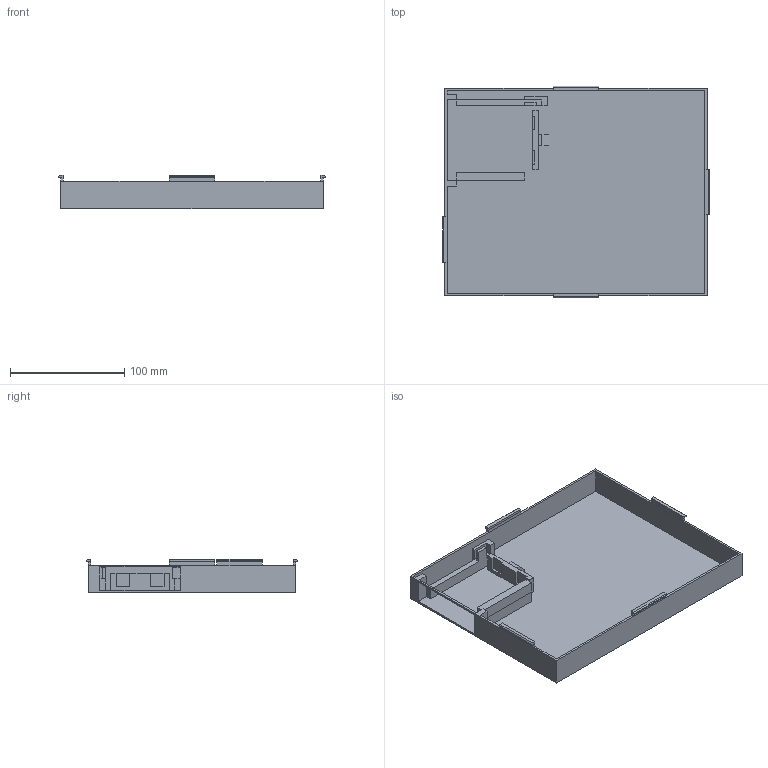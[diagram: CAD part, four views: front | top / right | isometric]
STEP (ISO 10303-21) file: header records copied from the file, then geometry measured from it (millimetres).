
FILE_DESCRIPTION(('FreeCAD Model'),'2;1');
FILE_NAME('Rückdeckel.step', '2020-05-02T17:45:47',('Author'),(''), 'Open CASCADE STEP processor 7.3','FreeCAD','Unknown');
FILE_SCHEMA(('AUTOMOTIVE_DESIGN { 1 0 10303 214 1 1 1 1 }'));
Length unit declared in the file: millimetre
Products named in the file (1): Grundmaße
Bounding box: 234 x 185.5 x 29 mm (x, y, z)
Volume: 137968.5 mm3; surface area: 128929.8 mm2
Topology: 1 solids, 1 shells, 109 faces, 278 edges, 171 vertices
Faces by surface type: plane 109
Entity records: 6817 total; most frequent: CARTESIAN_POINT 1115, DIRECTION 1054, LINE 834, VECTOR 834, ORIENTED_EDGE 562, PCURVE 556, DEFINITIONAL_REPRESENTATION 556, EDGE_CURVE 278
